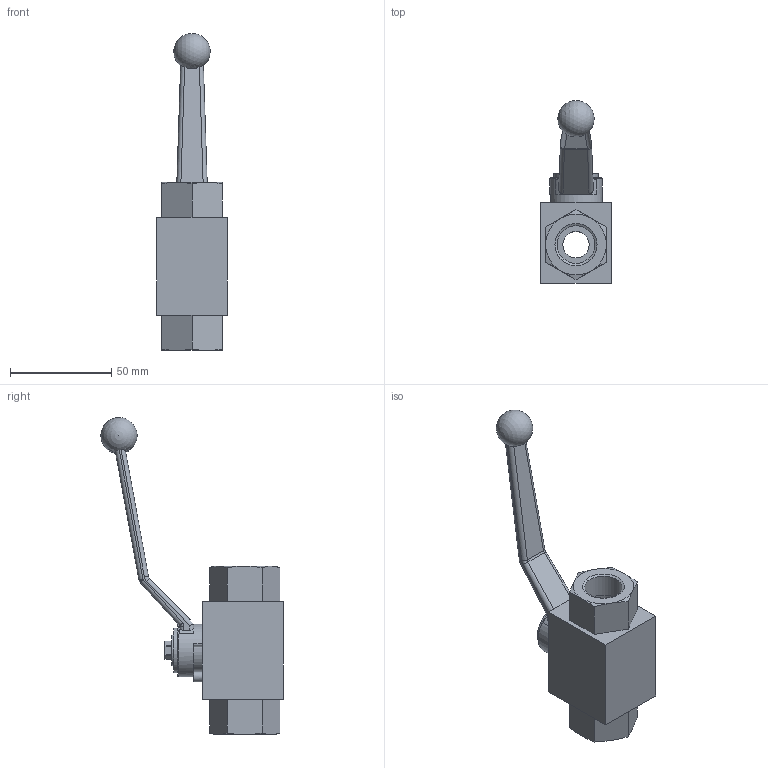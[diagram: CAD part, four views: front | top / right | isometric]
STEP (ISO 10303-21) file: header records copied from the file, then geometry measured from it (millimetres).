
FILE_DESCRIPTION(/* description */ (''),/* implementation_level */ '2;1');
FILE_NAME(/* name */ 'kh_12_hd_es-la.stp',/* time_stamp */ '2021-01-25T14:18:31+01:00',/* author */ ('leitheußer'),/* organization */ (''),/* preprocessor_version */ 'ST-DEVELOPER v16.13',/* originating_system */ 'Autodesk Inventor LT',/* authorisation */ '');
FILE_SCHEMA (('AUTOMOTIVE_DESIGN { 1 0 10303 214 3 1 1 }'));
Length unit declared in the file: millimetre
Products named in the file (1): KH 12 HD ES
Bounding box: 35 x 89.92 x 156.42 mm (x, y, z)
Volume: 97058.9 mm3; surface area: 23546.8 mm2
Topology: 2 solids, 3 shells, 110 faces, 254 edges, 155 vertices
Faces by surface type: plane 48, cylinder 38, cone 16, bspline 4, sphere 3, torus 1
Full cylindrical faces by diameter (mm): 13 x1, 15 x1, 18.631 x2, 18.7 x2, 22 x1, 26 x1
Entity records: 3147 total; most frequent: CARTESIAN_POINT 708, DIRECTION 515, ORIENTED_EDGE 478, EDGE_CURVE 237, AXIS2_PLACEMENT_3D 203, VERTEX_POINT 152, EDGE_LOOP 133, ADVANCED_FACE 110
